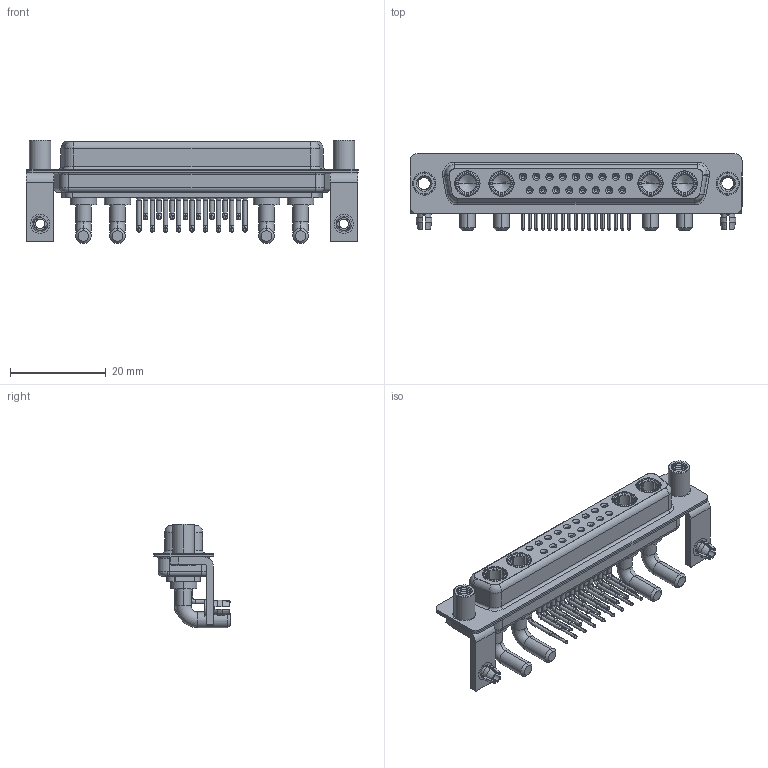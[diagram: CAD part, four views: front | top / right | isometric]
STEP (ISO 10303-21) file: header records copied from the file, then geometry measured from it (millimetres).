
FILE_DESCRIPTION (( 'STEP AP203' ), '1' );
FILE_NAME ('630-21W4640-3ND.STEP', '2022-06-08T18:01:38', ( '' ), ( '' ), 'SwSTEP 2.0', 'SolidWorks 2020', '' );
FILE_SCHEMA (( 'CONFIG_CONTROL_DESIGN' ));
Length unit declared in the file: millimetre
Products named in the file (10): 630Combo Shell Front_37 Contacts; Power Socket_30A RA; 630-21W4640-3ND; 630Combo Stabilizer Bracket; 630Combo Board Lock; 630Combo Housing_21W4; 630Combo Threaded Standoff_D; 630Combo Contact Row 1; 630Combo Shell Rear_37 Contacts; 630Combo Contact Row 2
Assembly tree (30 placements, depth 2):
  630-21W4640-3ND
    630Combo Housing_21W4
    630Combo Shell Front_37 Contacts
    630Combo Shell Rear_37 Contacts
    630Combo Stabilizer Bracket  x2
    630Combo Board Lock  x2
    630Combo Threaded Standoff_D  x2
    Power Socket_30A RA  x4
    630Combo Contact Row 1  x9
    630Combo Contact Row 2  x8
Bounding box: 69.4 x 16 x 21.6 mm (x, y, z)
Volume: 6208.5 mm3; surface area: 13765.9 mm2
Topology: 34 solids, 34 shells, 1682 faces, 4318 edges, 2742 vertices
Faces by surface type: cylinder 732, plane 508, cone 283, torus 81, bspline 78
Entity records: 26052 total; most frequent: CARTESIAN_POINT 6645, DIRECTION 3999, ORIENTED_EDGE 3562, EDGE_CURVE 1781, AXIS2_PLACEMENT_3D 1642, VERTEX_POINT 1141, CIRCLE 886, EDGE_LOOP 872
